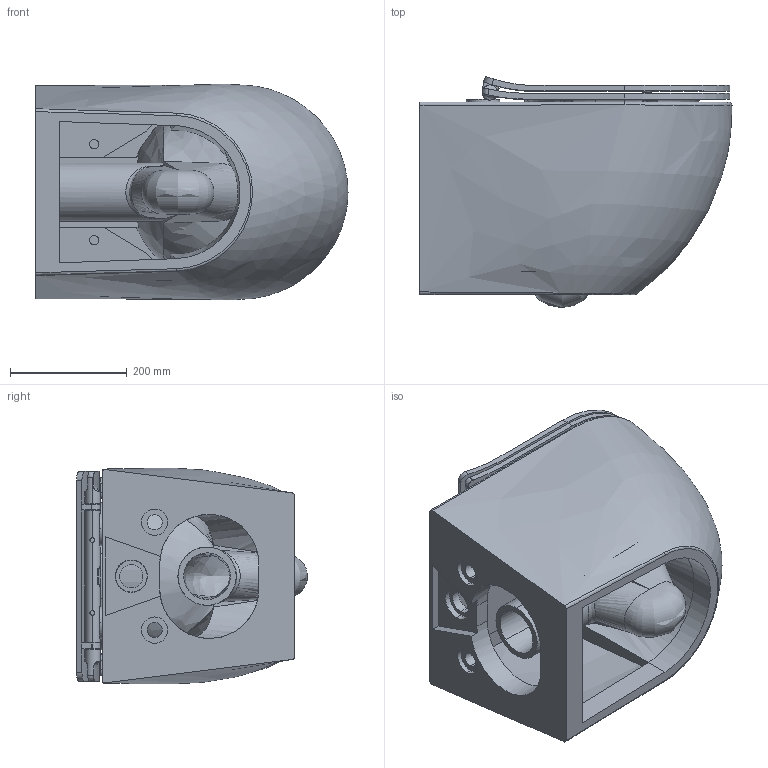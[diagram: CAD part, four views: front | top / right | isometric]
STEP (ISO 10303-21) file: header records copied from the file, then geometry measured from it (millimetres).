
FILE_DESCRIPTION (( 'STEP AP214' ), '1' );
FILE_NAME ('AIRWH02_ASM_V10823.STEP', '2023-08-14T11:21:07', ( '' ), ( '' ), 'SwSTEP 2.0', 'SolidWorks 2019', '' );
FILE_SCHEMA (( 'AUTOMOTIVE_DESIGN' ));
Length unit declared in the file: millimetre
Products named in the file (4): TSHC DEVELOPMENT_AIR WH ; AIRWH02_ASM_V10823; AIRWH01 SEAT_V10823; AIRWH02_PART_V10823_AIRWH01
Assembly tree (4 placements, depth 2):
  AIRWH02_ASM_V10823
    AIRWH02_PART_V10823_AIRWH01
    AIRWH01 SEAT_V10823
    TSHC DEVELOPMENT_AIR WH   x2
Bounding box: 535.13 x 396.05 x 370.19 mm (x, y, z)
Volume: 10998189.9 mm3; surface area: 2541010.9 mm2
Topology: 7 solids, 7 shells, 369 faces, 963 edges, 615 vertices
Faces by surface type: cylinder 125, plane 117, bspline 64, torus 51, cone 12
Entity records: 80105 total; most frequent: CARTESIAN_POINT 71557, ORIENTED_EDGE 1862, DIRECTION 1605, EDGE_CURVE 931, AXIS2_PLACEMENT_3D 642, VERTEX_POINT 601, EDGE_LOOP 398, ADVANCED_FACE 358
